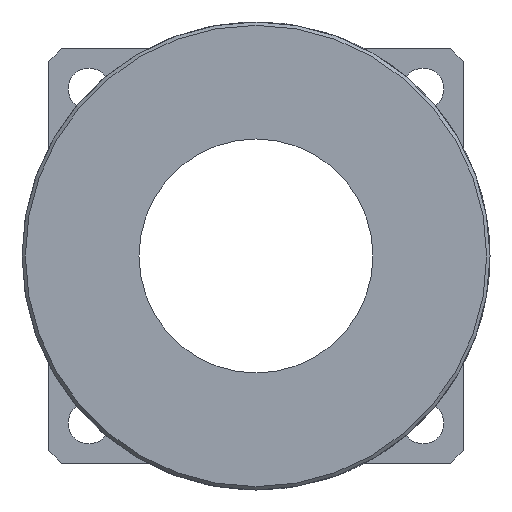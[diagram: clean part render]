
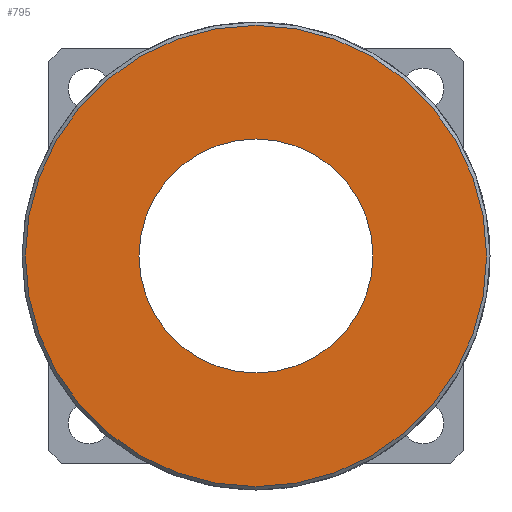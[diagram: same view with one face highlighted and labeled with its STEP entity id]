
A CAD part, left-side view. The second image highlights one B-rep face of the part: STEP entity #795.
In plain terms, the highlighted planar face has unit normal (-1, 0, 0).
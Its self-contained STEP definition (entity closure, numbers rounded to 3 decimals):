
#85=PLANE($,#895);
#143=FACE_BOUND($,#287,.T.);
#144=FACE_BOUND($,#288,.T.);
#287=EDGE_LOOP($,(#655));
#288=EDGE_LOOP($,(#656));
#348=CIRCLE($,#894,34.5);
#349=CIRCLE($,#896,17.5);
#418=VERTEX_POINT($,#1628);
#419=VERTEX_POINT($,#1631);
#500=EDGE_CURVE($,#418,#418,#348,.T.);
#501=EDGE_CURVE($,#419,#419,#349,.T.);
#655=ORIENTED_EDGE($,*,*,#501,.F.);
#656=ORIENTED_EDGE($,*,*,#500,.F.);
#795=ADVANCED_FACE($,(#143,#144),#85,.T.);
#894=AXIS2_PLACEMENT_3D($,#1629,#1106,#1107);
#895=AXIS2_PLACEMENT_3D($,#1630,#1108,#1109);
#896=AXIS2_PLACEMENT_3D($,#1632,#1110,#1111);
#1106=DIRECTION('center_axis',(1.,0.,0.));
#1107=DIRECTION('ref_axis',(0.,0.,-1.));
#1108=DIRECTION('center_axis',(-1.,0.,0.));
#1109=DIRECTION('ref_axis',(0.,0.,1.));
#1110=DIRECTION('center_axis',(-1.,0.,0.));
#1111=DIRECTION('ref_axis',(0.,0.,1.));
#1628=CARTESIAN_POINT('',(0.,0.,
34.5));
#1629=CARTESIAN_POINT('Origin',(0.,0.,0.));
#1630=CARTESIAN_POINT('Origin',(0.,0.,17.5));
#1631=CARTESIAN_POINT('',(0.,0.,17.5));
#1632=CARTESIAN_POINT('Origin',(0.,0.,0.));
